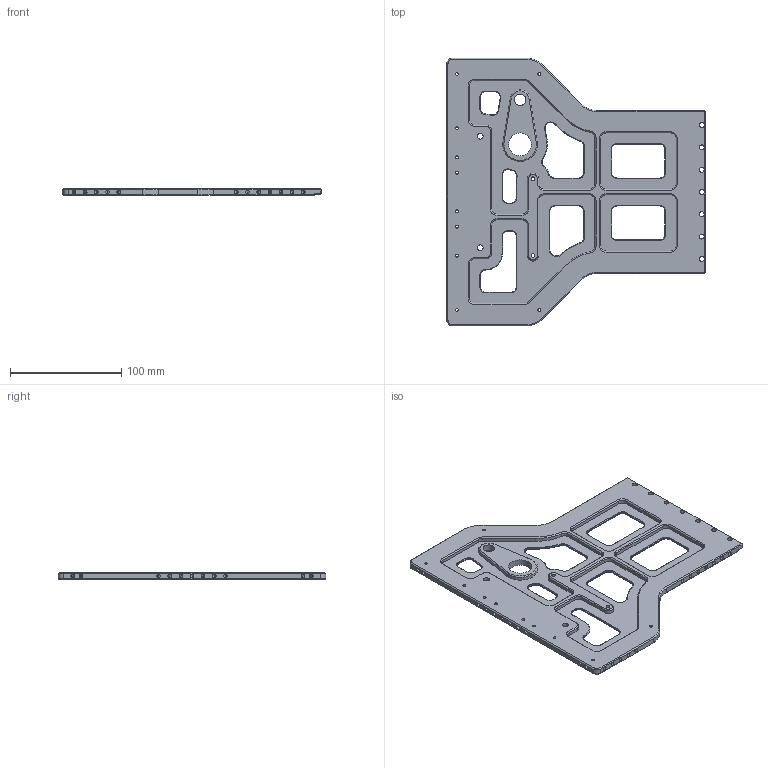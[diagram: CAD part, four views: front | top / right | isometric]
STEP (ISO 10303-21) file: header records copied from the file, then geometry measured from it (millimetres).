
FILE_DESCRIPTION (( 'STEP AP214' ), '1' );
FILE_NAME ('ÐØÇ»¼Ð°åºó.STEP', '2025-07-04T06:56:31', ( 'wsy' ), ( '' ), 'SwSTEP 2.0', 'SolidWorks 2020', '' );
FILE_SCHEMA (( 'AUTOMOTIVE_DESIGN' ));
Length unit declared in the file: millimetre
Products named in the file (1): 倠У標啣綴
Bounding box: 231.68 x 240 x 6 mm (x, y, z)
Volume: 154747 mm3; surface area: 87832.9 mm2
Topology: 1 solids, 1 shells, 586 faces, 1466 edges, 844 vertices
Faces by surface type: cylinder 209, cone 197, plane 180
Entity records: 18421 total; most frequent: CARTESIAN_POINT 3161, DIRECTION 3051, ORIENTED_EDGE 2792, EDGE_CURVE 1396, AXIS2_PLACEMENT_3D 1114, VERTEX_POINT 844, VECTOR 823, LINE 823
